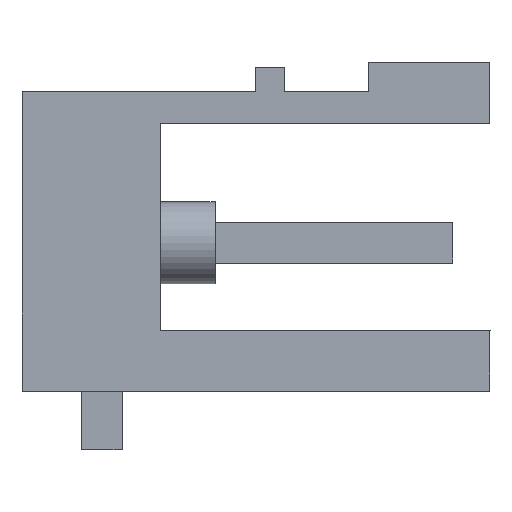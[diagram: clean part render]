
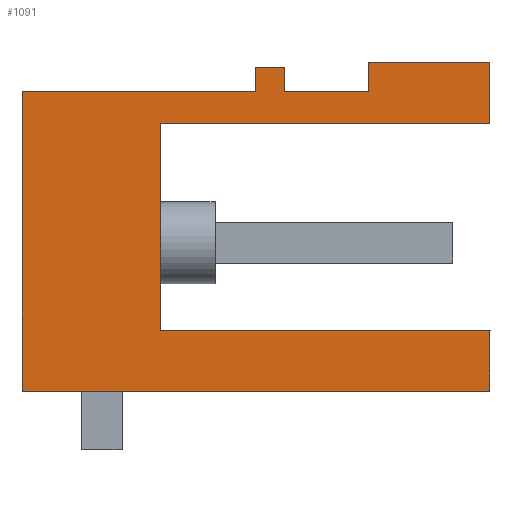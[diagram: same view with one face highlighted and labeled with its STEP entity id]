
A CAD part, left-side view. The second image highlights one B-rep face of the part: STEP entity #1091.
In plain terms, the highlighted planar face has unit normal (-1, 0, 0).
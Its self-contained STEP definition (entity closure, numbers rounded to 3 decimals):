
#991=AXIS2_PLACEMENT_3D('Plane Axis2P3D',#988,#989,#990) ;
#282=CARTESIAN_POINT('Vertex',(0.,12.,1.5)) ;
#285=CARTESIAN_POINT('Line Origine',(0.,12.,5.34)) ;
#289=CARTESIAN_POINT('Vertex',(0.,12.,9.18)) ;
#540=CARTESIAN_POINT('Vertex',(0.,0.,1.5)) ;
#543=CARTESIAN_POINT('Line Origine',(0.,6.,1.5)) ;
#988=CARTESIAN_POINT('Axis2P3D Location',(0.,12.,0.)) ;
#993=CARTESIAN_POINT('Line Origine',(0.,0.,9.146)) ;
#997=CARTESIAN_POINT('Vertex',(0.,0.,8.363)) ;
#999=CARTESIAN_POINT('Vertex',(0.,0.,9.93)) ;
#1002=CARTESIAN_POINT('Line Origine',(0.,1.56,9.93)) ;
#1006=CARTESIAN_POINT('Vertex',(0.,3.12,9.93)) ;
#1009=CARTESIAN_POINT('Line Origine',(0.,3.12,9.555)) ;
#1013=CARTESIAN_POINT('Vertex',(0.,3.12,9.18)) ;
#1016=CARTESIAN_POINT('Line Origine',(0.,4.195,9.18)) ;
#1020=CARTESIAN_POINT('Vertex',(0.,5.27,9.18)) ;
#1023=CARTESIAN_POINT('Line Origine',(0.,5.27,9.49)) ;
#1027=CARTESIAN_POINT('Vertex',(0.,5.27,9.8)) ;
#1030=CARTESIAN_POINT('Line Origine',(0.,5.645,9.8)) ;
#1034=CARTESIAN_POINT('Vertex',(0.,6.02,9.8)) ;
#1037=CARTESIAN_POINT('Line Origine',(0.,6.02,9.49)) ;
#1041=CARTESIAN_POINT('Vertex',(0.,6.02,9.18)) ;
#1044=CARTESIAN_POINT('Line Origine',(0.,9.01,9.18)) ;
#1049=CARTESIAN_POINT('Line Origine',(0.,0.,2.275)) ;
#1053=CARTESIAN_POINT('Vertex',(0.,0.,3.05)) ;
#1056=CARTESIAN_POINT('Line Origine',(0.,4.225,3.05)) ;
#1060=CARTESIAN_POINT('Vertex',(0.,8.45,3.05)) ;
#1063=CARTESIAN_POINT('Line Origine',(0.,8.45,5.707)) ;
#1067=CARTESIAN_POINT('Vertex',(0.,8.45,8.363)) ;
#1070=CARTESIAN_POINT('Line Origine',(0.,4.225,8.363)) ;
#286=DIRECTION('Vector Direction',(0.,0.,-1.)) ;
#544=DIRECTION('Vector Direction',(0.,1.,0.)) ;
#989=DIRECTION('Axis2P3D Direction',(-1.,0.,0.)) ;
#990=DIRECTION('Axis2P3D XDirection',(0.,-1.,0.)) ;
#994=DIRECTION('Vector Direction',(0.,0.,-1.)) ;
#1003=DIRECTION('Vector Direction',(0.,1.,0.)) ;
#1010=DIRECTION('Vector Direction',(0.,0.,1.)) ;
#1017=DIRECTION('Vector Direction',(0.,1.,0.)) ;
#1024=DIRECTION('Vector Direction',(0.,0.,1.)) ;
#1031=DIRECTION('Vector Direction',(0.,-1.,0.)) ;
#1038=DIRECTION('Vector Direction',(0.,0.,1.)) ;
#1045=DIRECTION('Vector Direction',(0.,-1.,0.)) ;
#1050=DIRECTION('Vector Direction',(0.,0.,1.)) ;
#1057=DIRECTION('Vector Direction',(0.,1.,0.)) ;
#1064=DIRECTION('Vector Direction',(0.,0.,1.)) ;
#1071=DIRECTION('Vector Direction',(0.,1.,0.)) ;
#287=VECTOR('Line Direction',#286,1.) ;
#545=VECTOR('Line Direction',#544,1.) ;
#995=VECTOR('Line Direction',#994,1.) ;
#1004=VECTOR('Line Direction',#1003,1.) ;
#1011=VECTOR('Line Direction',#1010,1.) ;
#1018=VECTOR('Line Direction',#1017,1.) ;
#1025=VECTOR('Line Direction',#1024,1.) ;
#1032=VECTOR('Line Direction',#1031,1.) ;
#1039=VECTOR('Line Direction',#1038,1.) ;
#1046=VECTOR('Line Direction',#1045,1.) ;
#1051=VECTOR('Line Direction',#1050,1.) ;
#1058=VECTOR('Line Direction',#1057,1.) ;
#1065=VECTOR('Line Direction',#1064,1.) ;
#1072=VECTOR('Line Direction',#1071,1.) ;
#1076=ORIENTED_EDGE('',*,*,#1001,.T.) ;
#1077=ORIENTED_EDGE('',*,*,#1008,.T.) ;
#1078=ORIENTED_EDGE('',*,*,#1015,.T.) ;
#1079=ORIENTED_EDGE('',*,*,#1022,.T.) ;
#1080=ORIENTED_EDGE('',*,*,#1029,.T.) ;
#1081=ORIENTED_EDGE('',*,*,#1036,.T.) ;
#1082=ORIENTED_EDGE('',*,*,#1043,.T.) ;
#1083=ORIENTED_EDGE('',*,*,#1048,.F.) ;
#1084=ORIENTED_EDGE('',*,*,#291,.T.) ;
#1085=ORIENTED_EDGE('',*,*,#547,.F.) ;
#1086=ORIENTED_EDGE('',*,*,#1055,.T.) ;
#1087=ORIENTED_EDGE('',*,*,#1062,.T.) ;
#1088=ORIENTED_EDGE('',*,*,#1069,.T.) ;
#1089=ORIENTED_EDGE('',*,*,#1074,.T.) ;
#1091=ADVANCED_FACE('Housing',(#1090),#992,.T.) ;
#291=EDGE_CURVE('',#290,#283,#288,.T.) ;
#547=EDGE_CURVE('',#541,#283,#546,.T.) ;
#1001=EDGE_CURVE('',#998,#1000,#996,.F.) ;
#1008=EDGE_CURVE('',#1000,#1007,#1005,.T.) ;
#1015=EDGE_CURVE('',#1007,#1014,#1012,.F.) ;
#1022=EDGE_CURVE('',#1014,#1021,#1019,.T.) ;
#1029=EDGE_CURVE('',#1021,#1028,#1026,.T.) ;
#1036=EDGE_CURVE('',#1028,#1035,#1033,.F.) ;
#1043=EDGE_CURVE('',#1035,#1042,#1040,.F.) ;
#1048=EDGE_CURVE('',#290,#1042,#1047,.T.) ;
#1055=EDGE_CURVE('',#541,#1054,#1052,.T.) ;
#1062=EDGE_CURVE('',#1054,#1061,#1059,.T.) ;
#1069=EDGE_CURVE('',#1061,#1068,#1066,.T.) ;
#1074=EDGE_CURVE('',#1068,#998,#1073,.F.) ;
#1075=EDGE_LOOP('',(#1076,#1077,#1078,#1079,#1080,#1081,#1082,#1083,#1084,#1085,#1086,#1087,#1088,#1089)) ;
#1090=FACE_OUTER_BOUND('',#1075,.T.) ;
#288=LINE('Line',#285,#287) ;
#546=LINE('Line',#543,#545) ;
#996=LINE('Line',#993,#995) ;
#1005=LINE('Line',#1002,#1004) ;
#1012=LINE('Line',#1009,#1011) ;
#1019=LINE('Line',#1016,#1018) ;
#1026=LINE('Line',#1023,#1025) ;
#1033=LINE('Line',#1030,#1032) ;
#1040=LINE('Line',#1037,#1039) ;
#1047=LINE('Line',#1044,#1046) ;
#1052=LINE('Line',#1049,#1051) ;
#1059=LINE('Line',#1056,#1058) ;
#1066=LINE('Line',#1063,#1065) ;
#1073=LINE('Line',#1070,#1072) ;
#992=PLANE('',#991) ;
#283=VERTEX_POINT('',#282) ;
#290=VERTEX_POINT('',#289) ;
#541=VERTEX_POINT('',#540) ;
#998=VERTEX_POINT('',#997) ;
#1000=VERTEX_POINT('',#999) ;
#1007=VERTEX_POINT('',#1006) ;
#1014=VERTEX_POINT('',#1013) ;
#1021=VERTEX_POINT('',#1020) ;
#1028=VERTEX_POINT('',#1027) ;
#1035=VERTEX_POINT('',#1034) ;
#1042=VERTEX_POINT('',#1041) ;
#1054=VERTEX_POINT('',#1053) ;
#1061=VERTEX_POINT('',#1060) ;
#1068=VERTEX_POINT('',#1067) ;
